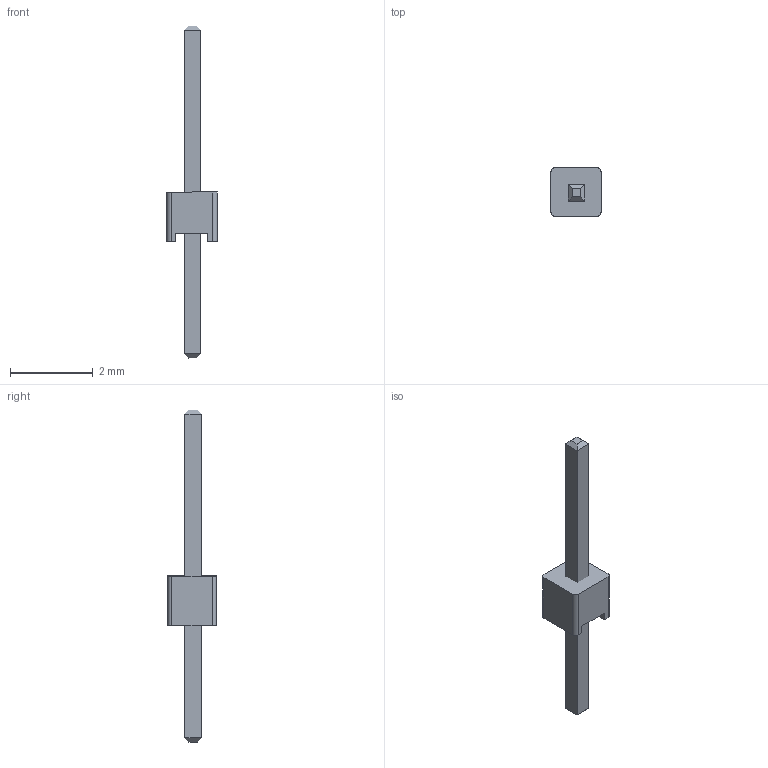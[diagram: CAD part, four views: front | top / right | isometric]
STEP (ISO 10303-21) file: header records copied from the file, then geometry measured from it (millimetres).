
FILE_DESCRIPTION (( 'STEP AP214' ), '1' );
FILE_NAME ('connector2.STEP', '2021-04-02T19:17:55', ( '' ), ( '' ), 'SwSTEP 2.0', 'SolidWorks 2020', '' );
FILE_SCHEMA (( 'AUTOMOTIVE_DESIGN' ));
Length unit declared in the file: millimetre
Products named in the file (1): connector2
Bounding box: 1.21 x 1.17 x 8 mm (x, y, z)
Volume: 2.8 mm3; surface area: 21.4 mm2
Topology: 2 solids, 2 shells, 28 faces, 64 edges, 40 vertices
Faces by surface type: plane 24, cylinder 4
Entity records: 815 total; most frequent: CARTESIAN_POINT 133, DIRECTION 130, ORIENTED_EDGE 128, EDGE_CURVE 64, VECTOR 56, LINE 56, VERTEX_POINT 40, AXIS2_PLACEMENT_3D 37
